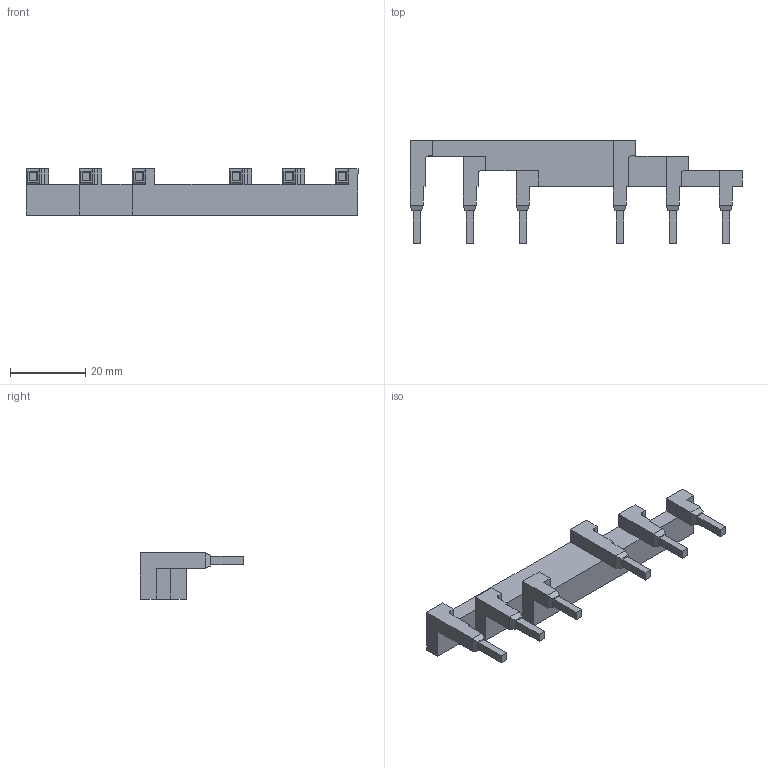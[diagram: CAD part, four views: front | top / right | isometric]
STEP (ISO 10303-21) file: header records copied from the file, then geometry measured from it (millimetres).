
FILE_DESCRIPTION (( 'STEP AP214' ), '1' );
FILE_NAME ('140M-C-W542N.STEP', '2013-01-02T07:30:40', ( '' ), ( '' ), 'SwSTEP 2.0', 'SolidWorks 2012', '' );
FILE_SCHEMA (( 'AUTOMOTIVE_DESIGN' ));
Length unit declared in the file: millimetre
Products named in the file (1): 140M-C-W542N
Bounding box: 88.3 x 27.4 x 12.3 mm (x, y, z)
Volume: 7792.1 mm3; surface area: 4895.2 mm2
Topology: 1 solids, 1 shells, 115 faces, 290 edges, 183 vertices
Faces by surface type: plane 111, cylinder 4
Entity records: 3709 total; most frequent: CARTESIAN_POINT 589, ORIENTED_EDGE 580, DIRECTION 531, EDGE_CURVE 290, LINE 281, VECTOR 281, VERTEX_POINT 183, AXIS2_PLACEMENT_3D 125
